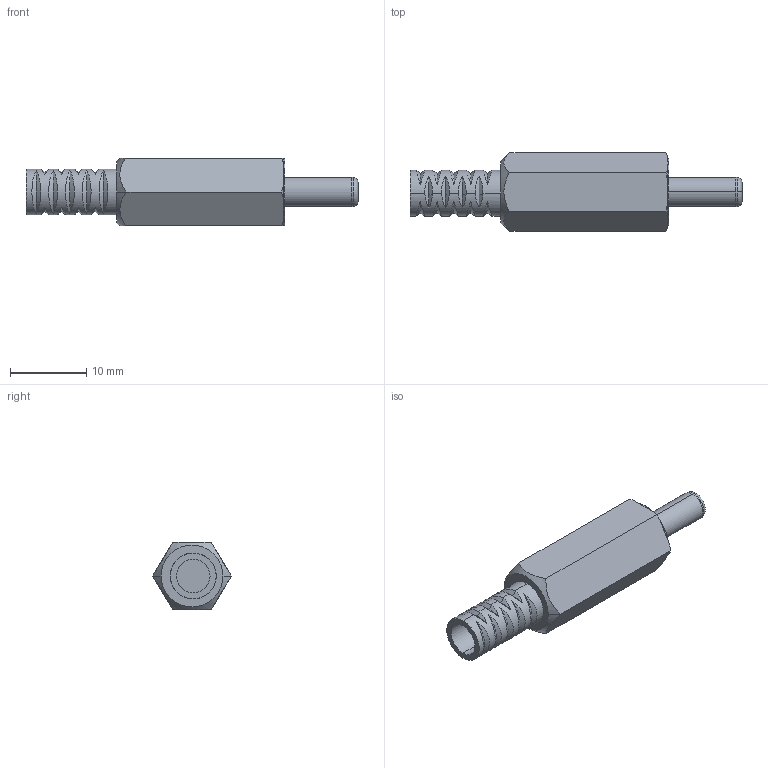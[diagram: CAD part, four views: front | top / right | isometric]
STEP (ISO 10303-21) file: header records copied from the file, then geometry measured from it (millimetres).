
FILE_DESCRIPTION (( 'STEP AP214' ), '1' );
FILE_NAME ('EP505-A.STEP', '2020-02-07T06:39:28', ( '' ), ( '' ), 'SwSTEP 2.0', 'SolidWorks 2017', '' );
FILE_SCHEMA (( 'AUTOMOTIVE_DESIGN' ));
Length unit declared in the file: millimetre
Products named in the file (1): EP505-A
Bounding box: 43.5 x 10.32 x 8.85 mm (x, y, z)
Volume: 1728.5 mm3; surface area: 1452.4 mm2
Topology: 3 solids, 3 shells, 101 faces, 222 edges, 143 vertices
Faces by surface type: cone 55, plane 24, cylinder 20, torus 2
Entity records: 3591 total; most frequent: CARTESIAN_POINT 1377, ORIENTED_EDGE 444, DIRECTION 433, EDGE_CURVE 222, AXIS2_PLACEMENT_3D 187, VERTEX_POINT 143, EDGE_LOOP 119, ADVANCED_FACE 101
